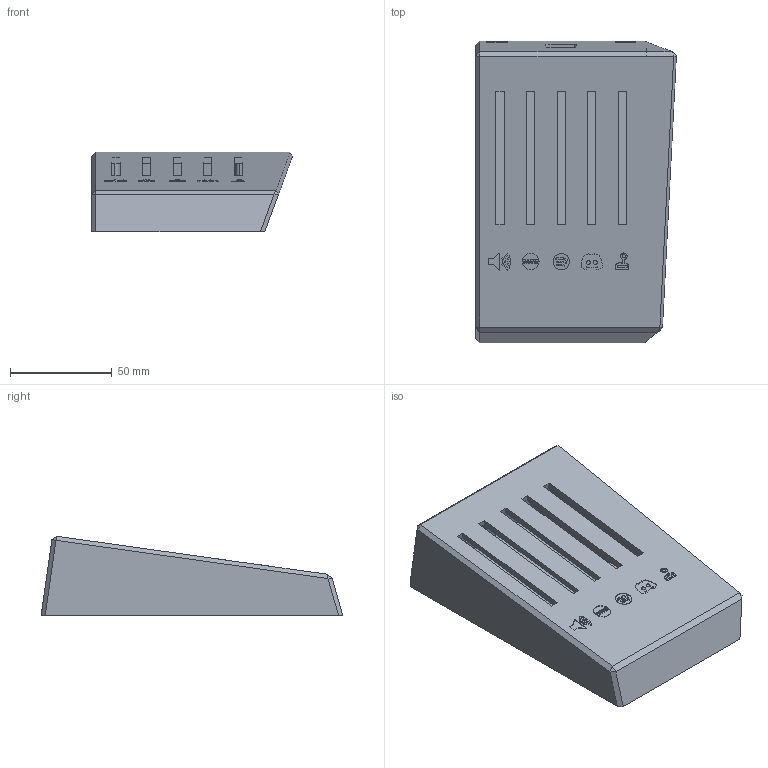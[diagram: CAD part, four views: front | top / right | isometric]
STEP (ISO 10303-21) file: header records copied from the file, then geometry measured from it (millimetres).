
FILE_DESCRIPTION(/* description */ ('','CAx-IF Rec.Pracs.---Representation and Presentation of Product Manufacturing Information (PMI)---4.0---2014-10-13'),/* implementation_level */ '2;1');
FILE_NAME(/* name */ 'DeeJ-Audio-Controller-Box v9.step',/* time_stamp */ '2025-01-21T10:24:24+01:00',/* author */ (''),/* organization */ (''),/* preprocessor_version */ 'ST-DEVELOPER v20',/* originating_system */ 'Autodesk Translation Framework v13.20.0.188',/* authorisation */ '');
FILE_SCHEMA (('AP242_MANAGED_MODEL_BASED_3D_ENGINEERING_MIM_LF { 1 0 10303 442 1 1 4 }'));
Length unit declared in the file: millimetre
Products named in the file (1): DeeJ-Audio-Controller-Box
Bounding box: 98.52 x 148.02 x 39.04 mm (x, y, z)
Volume: 167790.6 mm3; surface area: 78538.3 mm2
Topology: 2 solids, 2 shells, 885 faces, 2128 edges, 1230 vertices
Faces by surface type: plane 695, cylinder 110, bspline 80
Full cylindrical faces by diameter (mm): 1.63 x1, 3.1 x2, 4 x6, 6 x2
Entity records: 26371 total; most frequent: CARTESIAN_POINT 5615, ORIENTED_EDGE 4528, DIRECTION 4063, EDGE_CURVE 2264, LINE 1731, VECTOR 1731, VERTEX_POINT 1230, AXIS2_PLACEMENT_3D 1166
